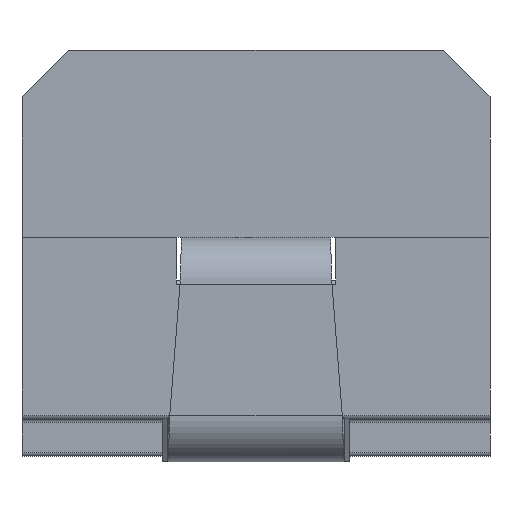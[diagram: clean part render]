
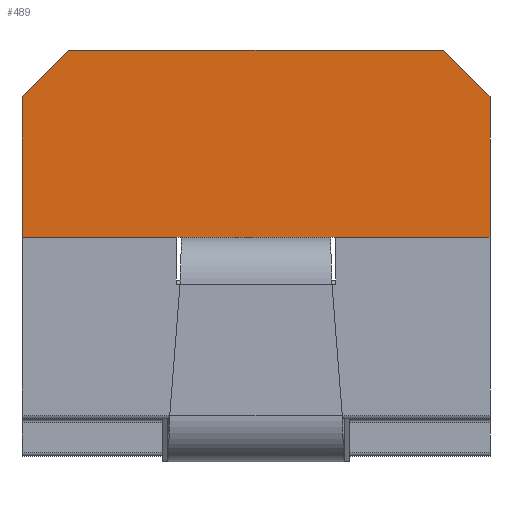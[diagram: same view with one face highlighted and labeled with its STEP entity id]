
A CAD part, front view. The second image highlights one B-rep face of the part: STEP entity #489.
In plain terms, the highlighted planar face has unit normal (0, -1, 0).
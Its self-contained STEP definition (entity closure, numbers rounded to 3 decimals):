
#489 = ADVANCED_FACE( '', ( #958 ), #959, .T. );
#958 = FACE_OUTER_BOUND( '', #1496, .T. );
#959 = PLANE( '', #1497 );
#1496 = EDGE_LOOP( '', ( #2875, #2876, #2877, #2878, #2879, #2880 ) );
#1497 = AXIS2_PLACEMENT_3D( '', #2881, #2882, #2883 );
#2875 = ORIENTED_EDGE( '', *, *, #3471, .T. );
#2876 = ORIENTED_EDGE( '', *, *, #3260, .T. );
#2877 = ORIENTED_EDGE( '', *, *, #3389, .F. );
#2878 = ORIENTED_EDGE( '', *, *, #3363, .F. );
#2879 = ORIENTED_EDGE( '', *, *, #3084, .T. );
#2880 = ORIENTED_EDGE( '', *, *, #3214, .T. );
#2881 = CARTESIAN_POINT( '', ( 1.25, -1.45, 1.17 ) );
#2882 = DIRECTION( '', ( 0., -1., 0. ) );
#2883 = DIRECTION( '', ( 0., 0., -1. ) );
#3084 = EDGE_CURVE( '', #3641, #3639, #3642, .T. );
#3214 = EDGE_CURVE( '', #3639, #3848, #3849, .T. );
#3260 = EDGE_CURVE( '', #3913, #3914, #3915, .F. );
#3363 = EDGE_CURVE( '', #3641, #4060, #4062, .T. );
#3389 = EDGE_CURVE( '', #4060, #3914, #4094, .T. );
#3471 = EDGE_CURVE( '', #3848, #3913, #4188, .T. );
#3639 = VERTEX_POINT( '', #4560 );
#3641 = VERTEX_POINT( '', #4563 );
#3642 = LINE( '', #4564, #4565 );
#3848 = VERTEX_POINT( '', #5070 );
#3849 = LINE( '', #5071, #5072 );
#3913 = VERTEX_POINT( '', #5177 );
#3914 = VERTEX_POINT( '', #5178 );
#3915 = LINE( '', #5179, #5180 );
#4060 = VERTEX_POINT( '', #5507 );
#4062 = LINE( '', #5510, #5511 );
#4094 = LINE( '', #5584, #5585 );
#4188 = LINE( '', #5787, #5788 );
#4560 = CARTESIAN_POINT( '', ( 1.25, -1.45, 1.92 ) );
#4563 = CARTESIAN_POINT( '', ( 1.25, -1.45, 1.17 ) );
#4564 = CARTESIAN_POINT( '', ( 1.25, -1.45, 1.17 ) );
#4565 = VECTOR( '', #5877, 1000. );
#5070 = CARTESIAN_POINT( '', ( 1., -1.45, 2.17 ) );
#5071 = CARTESIAN_POINT( '', ( 1.625, -1.45, 1.545 ) );
#5072 = VECTOR( '', #5954, 1000. );
#5177 = CARTESIAN_POINT( '', ( -1., -1.45, 2.17 ) );
#5178 = CARTESIAN_POINT( '', ( -1.25, -1.45, 1.92 ) );
#5179 = CARTESIAN_POINT( '', ( -0.375, -1.45, 2.795 ) );
#5180 = VECTOR( '', #5984, 1000. );
#5507 = CARTESIAN_POINT( '', ( -1.25, -1.45, 1.17 ) );
#5510 = CARTESIAN_POINT( '', ( 1.25, -1.45, 1.17 ) );
#5511 = VECTOR( '', #6048, 1000. );
#5584 = CARTESIAN_POINT( '', ( -1.25, -1.45, 1.17 ) );
#5585 = VECTOR( '', #6056, 1000. );
#5787 = CARTESIAN_POINT( '', ( 1.25, -1.45, 2.17 ) );
#5788 = VECTOR( '', #6094, 1000. );
#5877 = DIRECTION( '', ( 0., 0., 1. ) );
#5954 = DIRECTION( '', ( -0.707, 0., 0.707 ) );
#5984 = DIRECTION( '', ( 0.707, 0., 0.707 ) );
#6048 = DIRECTION( '', ( -1., 0., 0. ) );
#6056 = DIRECTION( '', ( 0., 0., 1. ) );
#6094 = DIRECTION( '', ( -1., 0., 0. ) );
